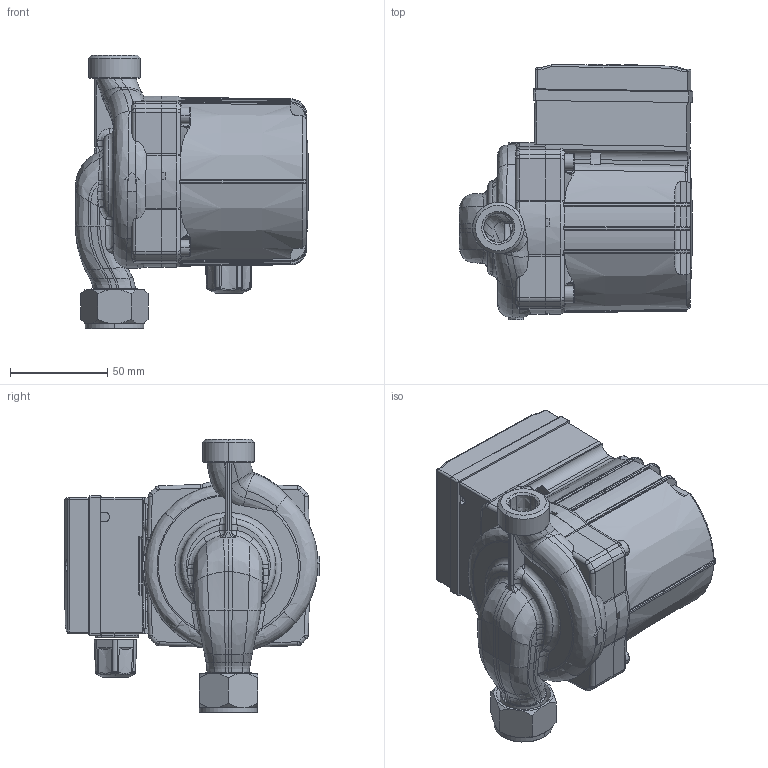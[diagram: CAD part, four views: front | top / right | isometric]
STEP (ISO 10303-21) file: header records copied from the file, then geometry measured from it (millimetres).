
FILE_DESCRIPTION((''),'2;1');
FILE_NAME('10110200064_ASM','2022-04-07T',('wuzhengzheng'),(''),'CREO PARAMETRIC BY PTC INC, 2018360','CREO PARAMETRIC BY PTC INC, 2018360','');
FILE_SCHEMA(('CONFIG_CONTROL_DESIGN'));
Length unit declared in the file: millimetre
Products named in the file (15): 15110100524; 15110200063_ASM; 15110200065; HJM_XPH15-2-130-1-3_U9; 15110200064_ASM; 15110100703; 25034000001; 15110200060; 15110200039; YXLM_XPSM0_09_4-6_U9; 25049902055; KZH_XPH15-2-130_U9_ASM; 30012500004; 30011500127; 10110200064_ASM
Assembly tree (18 placements, depth 3):
  10110200064_ASM
    15110200063_ASM
      15110100524
    15110200064_ASM
      15110200065
      HJM_XPH15-2-130-1-3_U9
    15110100703
    25034000001
    KZH_XPH15-2-130_U9_ASM
      15110200060
      15110200039
      YXLM_XPSM0_09_4-6_U9
      25049902055
    30012500004  x2
    30011500127  x4
Bounding box: 119.62 x 131.2 x 140.5 mm (x, y, z)
Volume: 232842.1 mm3; surface area: 181188.5 mm2
Topology: 15 solids, 15 shells, 3537 faces, 9392 edges, 6023 vertices
Faces by surface type: plane 1476, cylinder 652, bspline 580, extrusion 450, cone 264, torus 101, sphere 14
Entity records: 175795 total; most frequent: CARTESIAN_POINT 54676, ORIENTED_EDGE 17878, DIRECTION 13186, PRESENTATION_STYLE_ASSIGNMENT 11137, STYLED_ITEM 11069, CURVE_STYLE 8941, EDGE_CURVE 8939, VERTEX_POINT 5757
